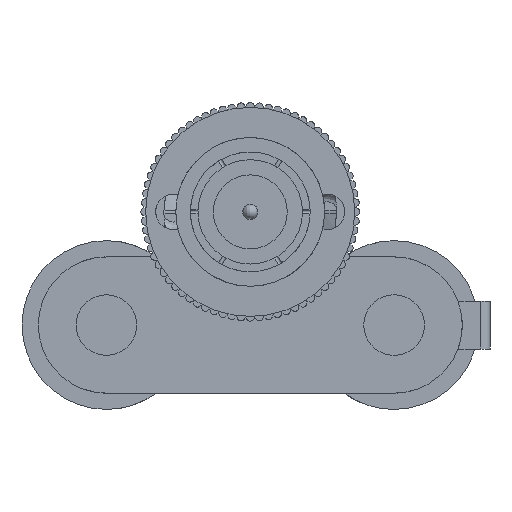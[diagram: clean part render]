
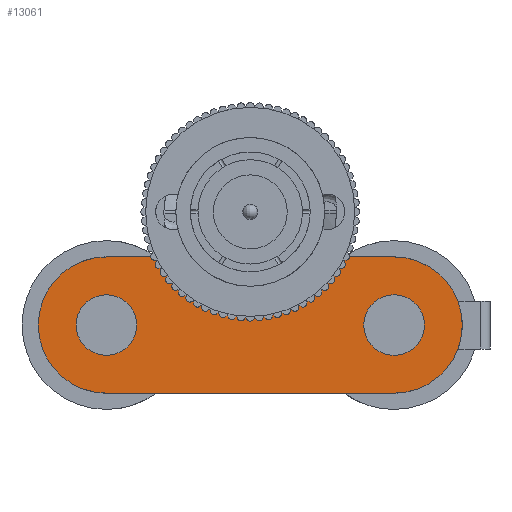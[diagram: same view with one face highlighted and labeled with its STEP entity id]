
A CAD part, front view. The second image highlights one B-rep face of the part: STEP entity #13061.
In plain terms, the highlighted planar face has unit normal (0, -1, 0).
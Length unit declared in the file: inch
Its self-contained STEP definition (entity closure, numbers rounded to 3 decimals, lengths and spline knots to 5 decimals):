
#160 = DIRECTION ( 'NONE',  ( 0., 0., -1. ) ) ;
#252 = ORIENTED_EDGE ( 'NONE', *, *, #10046, .F. ) ;
#299 = PLANE ( 'NONE',  #12936 ) ;
#364 = LINE ( 'NONE', #8544, #2305 ) ;
#375 = CARTESIAN_POINT ( 'NONE',  ( 0., -0.385, 0.079 ) ) ;
#401 = EDGE_CURVE ( 'NONE', #1300, #18162, #12992, .T. ) ;
#613 = CARTESIAN_POINT ( 'NONE',  ( -0.375, -0.385, 0.295 ) ) ;
#682 = ORIENTED_EDGE ( 'NONE', *, *, #15919, .F. ) ;
#771 = DIRECTION ( 'NONE',  ( 0., 0., 1. ) ) ;
#1300 = VERTEX_POINT ( 'NONE', #12436 ) ;
#1841 = LINE ( 'NONE', #20383, #10547 ) ;
#1855 = DIRECTION ( 'NONE',  ( 0., 1., 0. ) ) ;
#1891 = AXIS2_PLACEMENT_3D ( 'NONE', #613, #19771, #18159 ) ;
#2003 = CIRCLE ( 'NONE', #2202, 0.079 ) ;
#2165 = DIRECTION ( 'NONE',  ( 0., 1., 0. ) ) ;
#2194 = CIRCLE ( 'NONE', #8187, 0.079 ) ;
#2202 = AXIS2_PLACEMENT_3D ( 'NONE', #15892, #18987, #11112 ) ;
#2305 = VECTOR ( 'NONE', #4018, 39.37008 ) ;
#2362 = LINE ( 'NONE', #8980, #10828 ) ;
#2597 = CARTESIAN_POINT ( 'NONE',  ( -0.5575, -0.385, 0.295 ) ) ;
#2866 = DIRECTION ( 'NONE',  ( 0., 0., -1. ) ) ;
#3246 = CARTESIAN_POINT ( 'NONE',  ( 0., -0.385, 0. ) ) ;
#3705 = CARTESIAN_POINT ( 'NONE',  ( 0., -0.385, 0. ) ) ;
#3818 = AXIS2_PLACEMENT_3D ( 'NONE', #3246, #8117, #7979 ) ;
#4018 = DIRECTION ( 'NONE',  ( -1., 0., 0. ) ) ;
#5076 = CARTESIAN_POINT ( 'NONE',  ( 0., -0.385, 0. ) ) ;
#5245 = CARTESIAN_POINT ( 'NONE',  ( -0.75, -0.385, 0. ) ) ;
#5278 = DIRECTION ( 'NONE',  ( 0., -1., 0. ) ) ;
#5470 = EDGE_LOOP ( 'NONE', ( #16486, #10012 ) ) ;
#5562 = ORIENTED_EDGE ( 'NONE', *, *, #13923, .F. ) ;
#5813 = EDGE_CURVE ( 'NONE', #18162, #1300, #2194, .T. ) ;
#5816 = VERTEX_POINT ( 'NONE', #12639 ) ;
#5894 = CARTESIAN_POINT ( 'NONE',  ( -0.1925, -0.385, 0.1775 ) ) ;
#6166 = VECTOR ( 'NONE', #771, 39.37008 ) ;
#6252 = CARTESIAN_POINT ( 'NONE',  ( 0., -0.385, -0.1775 ) ) ;
#6696 = VERTEX_POINT ( 'NONE', #18279 ) ;
#6702 = CARTESIAN_POINT ( 'NONE',  ( -0.75, -0.385, 0. ) ) ;
#6771 = DIRECTION ( 'NONE',  ( 0., 1., 0. ) ) ;
#6796 = VERTEX_POINT ( 'NONE', #20026 ) ;
#6963 = DIRECTION ( 'NONE',  ( 0., 0., -1. ) ) ;
#7089 = VERTEX_POINT ( 'NONE', #16399 ) ;
#7188 = VERTEX_POINT ( 'NONE', #2597 ) ;
#7859 = DIRECTION ( 'NONE',  ( 1., 0., 0. ) ) ;
#7979 = DIRECTION ( 'NONE',  ( 0., 0., -1. ) ) ;
#8117 = DIRECTION ( 'NONE',  ( 0., -1., 0. ) ) ;
#8187 = AXIS2_PLACEMENT_3D ( 'NONE', #5076, #5278, #16612 ) ;
#8544 = CARTESIAN_POINT ( 'NONE',  ( 0., -0.385, -0.1775 ) ) ;
#8548 = EDGE_CURVE ( 'NONE', #14503, #6796, #2362, .T. ) ;
#8549 = ORIENTED_EDGE ( 'NONE', *, *, #14230, .F. ) ;
#8842 = DIRECTION ( 'NONE',  ( 1., 0., 0. ) ) ;
#8980 = CARTESIAN_POINT ( 'NONE',  ( 0., -0.385, 0.1775 ) ) ;
#9229 = CIRCLE ( 'NONE', #11525, 0.1775 ) ;
#9376 = VERTEX_POINT ( 'NONE', #11288 ) ;
#9833 = DIRECTION ( 'NONE',  ( 0., 0., -1. ) ) ;
#9863 = ORIENTED_EDGE ( 'NONE', *, *, #18743, .F. ) ;
#10012 = ORIENTED_EDGE ( 'NONE', *, *, #5813, .F. ) ;
#10045 = EDGE_LOOP ( 'NONE', ( #682, #11164, #252, #5562, #9863, #8549, #11984, #11333 ) ) ;
#10046 = EDGE_CURVE ( 'NONE', #13460, #7188, #12636, .T. ) ;
#10082 = FACE_OUTER_BOUND ( 'NONE', #10045, .T. ) ;
#10275 = CARTESIAN_POINT ( 'NONE',  ( -0.5575, -0.385, 0. ) ) ;
#10547 = VECTOR ( 'NONE', #7859, 39.37008 ) ;
#10828 = VECTOR ( 'NONE', #8842, 39.37008 ) ;
#11112 = DIRECTION ( 'NONE',  ( 0., 0., -1. ) ) ;
#11164 = ORIENTED_EDGE ( 'NONE', *, *, #13588, .F. ) ;
#11288 = CARTESIAN_POINT ( 'NONE',  ( -0.75, -0.385, 0.1775 ) ) ;
#11333 = ORIENTED_EDGE ( 'NONE', *, *, #8548, .F. ) ;
#11525 = AXIS2_PLACEMENT_3D ( 'NONE', #5245, #2165, #9833 ) ;
#11677 = ORIENTED_EDGE ( 'NONE', *, *, #16628, .F. ) ;
#11984 = ORIENTED_EDGE ( 'NONE', *, *, #16745, .F. ) ;
#12175 = AXIS2_PLACEMENT_3D ( 'NONE', #6702, #14493, #160 ) ;
#12436 = CARTESIAN_POINT ( 'NONE',  ( 0., -0.385, -0.079 ) ) ;
#12636 = LINE ( 'NONE', #10275, #6166 ) ;
#12639 = CARTESIAN_POINT ( 'NONE',  ( -0.75, -0.385, -0.079 ) ) ;
#12936 = AXIS2_PLACEMENT_3D ( 'NONE', #19387, #1855, #12977 ) ;
#12977 = DIRECTION ( 'NONE',  ( 0., 0., 1. ) ) ;
#12992 = CIRCLE ( 'NONE', #3818, 0.079 ) ;
#13061 = ADVANCED_FACE ( 'NONE', ( #14789, #20205, #10082 ), #299, .F. ) ;
#13213 = VECTOR ( 'NONE', #2866, 39.37008 ) ;
#13246 = AXIS2_PLACEMENT_3D ( 'NONE', #3705, #6771, #6963 ) ;
#13460 = VERTEX_POINT ( 'NONE', #19372 ) ;
#13588 = EDGE_CURVE ( 'NONE', #7188, #7089, #17218, .T. ) ;
#13737 = ORIENTED_EDGE ( 'NONE', *, *, #19149, .F. ) ;
#13923 = EDGE_CURVE ( 'NONE', #9376, #13460, #1841, .T. ) ;
#14230 = EDGE_CURVE ( 'NONE', #17465, #6696, #364, .T. ) ;
#14493 = DIRECTION ( 'NONE',  ( 0., -1., 0. ) ) ;
#14503 = VERTEX_POINT ( 'NONE', #5894 ) ;
#14789 = FACE_BOUND ( 'NONE', #16908, .T. ) ;
#15368 = CIRCLE ( 'NONE', #13246, 0.1775 ) ;
#15393 = VERTEX_POINT ( 'NONE', #17358 ) ;
#15424 = LINE ( 'NONE', #18676, #13213 ) ;
#15879 = CIRCLE ( 'NONE', #12175, 0.079 ) ;
#15892 = CARTESIAN_POINT ( 'NONE',  ( -0.75, -0.385, 0. ) ) ;
#15919 = EDGE_CURVE ( 'NONE', #7089, #14503, #15424, .T. ) ;
#16399 = CARTESIAN_POINT ( 'NONE',  ( -0.1925, -0.385, 0.295 ) ) ;
#16486 = ORIENTED_EDGE ( 'NONE', *, *, #401, .F. ) ;
#16612 = DIRECTION ( 'NONE',  ( 0., 0., -1. ) ) ;
#16628 = EDGE_CURVE ( 'NONE', #15393, #5816, #15879, .T. ) ;
#16745 = EDGE_CURVE ( 'NONE', #6796, #17465, #15368, .T. ) ;
#16908 = EDGE_LOOP ( 'NONE', ( #13737, #11677 ) ) ;
#17218 = CIRCLE ( 'NONE', #1891, 0.1825 ) ;
#17358 = CARTESIAN_POINT ( 'NONE',  ( -0.75, -0.385, 0.079 ) ) ;
#17465 = VERTEX_POINT ( 'NONE', #6252 ) ;
#18159 = DIRECTION ( 'NONE',  ( 0., 0., -1. ) ) ;
#18162 = VERTEX_POINT ( 'NONE', #375 ) ;
#18279 = CARTESIAN_POINT ( 'NONE',  ( -0.75, -0.385, -0.1775 ) ) ;
#18676 = CARTESIAN_POINT ( 'NONE',  ( -0.1925, -0.385, 0. ) ) ;
#18743 = EDGE_CURVE ( 'NONE', #6696, #9376, #9229, .T. ) ;
#18987 = DIRECTION ( 'NONE',  ( 0., -1., 0. ) ) ;
#19149 = EDGE_CURVE ( 'NONE', #5816, #15393, #2003, .T. ) ;
#19372 = CARTESIAN_POINT ( 'NONE',  ( -0.5575, -0.385, 0.1775 ) ) ;
#19387 = CARTESIAN_POINT ( 'NONE',  ( 0., -0.385, 0. ) ) ;
#19771 = DIRECTION ( 'NONE',  ( 0., 1., 0. ) ) ;
#20026 = CARTESIAN_POINT ( 'NONE',  ( 0., -0.385, 0.1775 ) ) ;
#20205 = FACE_BOUND ( 'NONE', #5470, .T. ) ;
#20383 = CARTESIAN_POINT ( 'NONE',  ( 0., -0.385, 0.1775 ) ) ;
